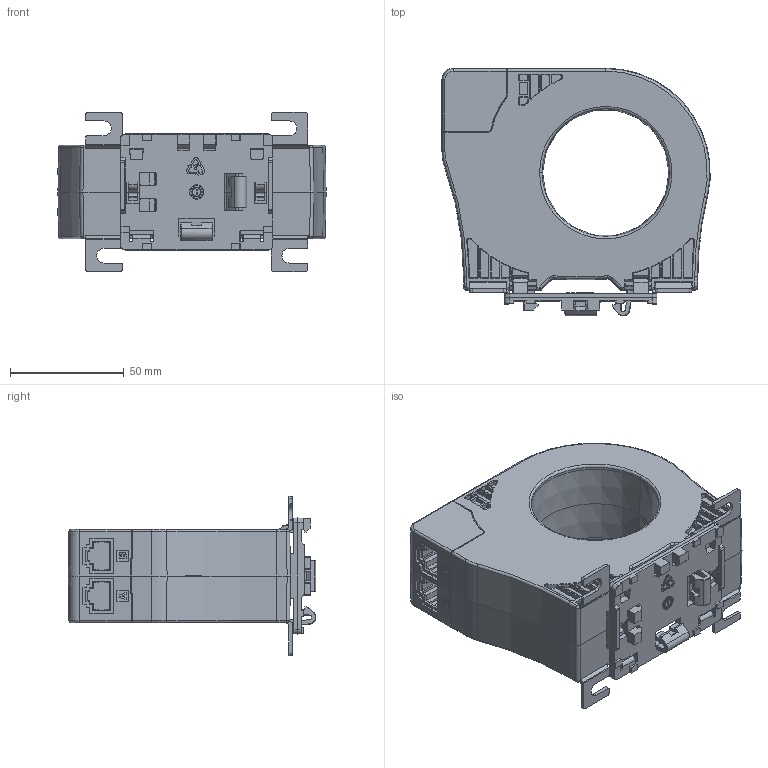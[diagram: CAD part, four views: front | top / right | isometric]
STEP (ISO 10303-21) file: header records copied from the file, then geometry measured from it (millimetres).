
FILE_DESCRIPTION((''),'2;1');
FILE_NAME('WGB-55','2020-11-19T12:13:16',('vmartinez'),(''),'CREO PARAMETRIC BY PTC INC, 2018260','CREO PARAMETRIC BY PTC INC, 2018260','');
FILE_SCHEMA(('AUTOMOTIVE_DESIGN { 1 0 10303 214 1 1 1 1 }'));
Length unit declared in the file: millimetre
Products named in the file (1): WGB-55
Bounding box: 117.87 x 108.87 x 70 mm (x, y, z)
Volume: 261589.8 mm3; surface area: 130621.1 mm2
Topology: 5 solids, 13 shells, 4645 faces, 12879 edges, 8425 vertices
Faces by surface type: plane 3504, cylinder 548, cone 204, extrusion 180, bspline 138, torus 70, sphere 1
Entity records: 202895 total; most frequent: CARTESIAN_POINT 43471, ORIENTED_EDGE 25580, DIRECTION 21338, PRESENTATION_STYLE_ASSIGNMENT 13272, STYLED_ITEM 12907, CURVE_STYLE 12897, EDGE_CURVE 12879, VECTOR 10710
